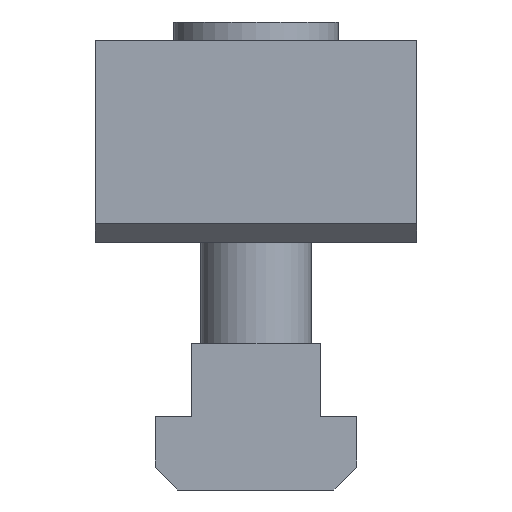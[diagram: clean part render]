
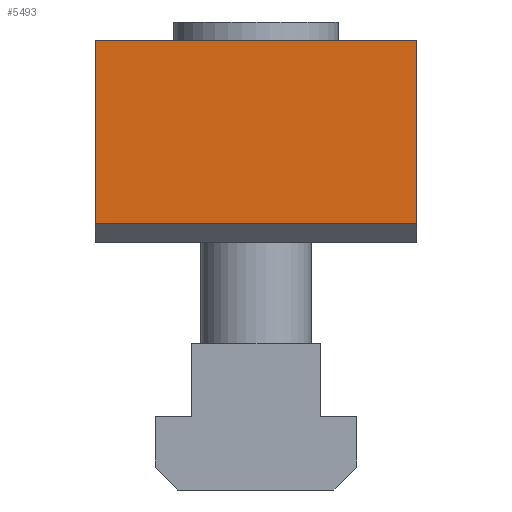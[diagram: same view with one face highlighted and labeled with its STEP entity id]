
A CAD part, left-side view. The second image highlights one B-rep face of the part: STEP entity #5493.
In plain terms, the highlighted planar face has unit normal (-1, 0, 0).
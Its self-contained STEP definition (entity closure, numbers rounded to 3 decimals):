
#77 = CARTESIAN_POINT ( 'NONE',  ( -40., -17.5, 22. ) ) ;
#541 = EDGE_LOOP ( 'NONE', ( #5485, #6508, #7696, #2199 ) ) ;
#612 = VERTEX_POINT ( 'NONE', #5392 ) ;
#641 = CARTESIAN_POINT ( 'NONE',  ( -40., 5.833, 22. ) ) ;
#823 = CARTESIAN_POINT ( 'NONE',  ( -40., -17.5, 2. ) ) ;
#864 = VERTEX_POINT ( 'NONE', #1099 ) ;
#1042 = AXIS2_PLACEMENT_3D ( 'NONE', #823, #2066, #4515 ) ;
#1099 = CARTESIAN_POINT ( 'NONE',  ( -40., -17.5, 22. ) ) ;
#1224 = EDGE_CURVE ( 'NONE', #612, #4303, #4563, .T. ) ;
#1314 = CARTESIAN_POINT ( 'NONE',  ( -40., 17.5, 8.667 ) ) ;
#1548 = CARTESIAN_POINT ( 'NONE',  ( -40., -17.5, 8.667 ) ) ;
#1670 = CARTESIAN_POINT ( 'NONE',  ( -40., -17.5, 2. ) ) ;
#2066 = DIRECTION ( 'NONE',  ( -1., 0., 0. ) ) ;
#2199 = ORIENTED_EDGE ( 'NONE', *, *, #2839, .T. ) ;
#2480 = CARTESIAN_POINT ( 'NONE',  ( -40., 17.5, 2. ) ) ;
#2639 = CARTESIAN_POINT ( 'NONE',  ( -40., -5.833, 22. ) ) ;
#2662 = FACE_OUTER_BOUND ( 'NONE', #541, .T. ) ;
#2753 = CARTESIAN_POINT ( 'NONE',  ( -40., -17.5, 15.333 ) ) ;
#2839 = EDGE_CURVE ( 'NONE', #4303, #4893, #3391, .T. ) ;
#3125 = EDGE_CURVE ( 'NONE', #864, #4893, #7665, .T. ) ;
#3391 = B_SPLINE_CURVE_WITH_KNOTS ( 'NONE', 3,
 ( #5407, #5963, #6046, #7793 ),
 .UNSPECIFIED., .F., .F.,
 ( 4, 4 ),
 ( 0., 1. ),
 .UNSPECIFIED. ) ;
#3606 = CARTESIAN_POINT ( 'NONE',  ( -40., 17.5, 2. ) ) ;
#3836 = CARTESIAN_POINT ( 'NONE',  ( -40., 17.5, 15.333 ) ) ;
#4303 = VERTEX_POINT ( 'NONE', #3606 ) ;
#4394 = PLANE ( 'NONE',  #1042 ) ;
#4515 = DIRECTION ( 'NONE',  ( 0., 0., 1. ) ) ;
#4563 = B_SPLINE_CURVE_WITH_KNOTS ( 'NONE', 3,
 ( #5599, #3836, #1314, #2480 ),
 .UNSPECIFIED., .F., .F.,
 ( 4, 4 ),
 ( 0., 1. ),
 .UNSPECIFIED. ) ;
#4893 = VERTEX_POINT ( 'NONE', #7619 ) ;
#5159 = CARTESIAN_POINT ( 'NONE',  ( -40., -17.5, 22. ) ) ;
#5392 = CARTESIAN_POINT ( 'NONE',  ( -40., 17.5, 22. ) ) ;
#5407 = CARTESIAN_POINT ( 'NONE',  ( -40., 17.5, 2. ) ) ;
#5485 = ORIENTED_EDGE ( 'NONE', *, *, #3125, .F. ) ;
#5493 = ADVANCED_FACE ( 'NONE', ( #2662 ), #4394, .T. ) ;
#5599 = CARTESIAN_POINT ( 'NONE',  ( -40., 17.5, 22. ) ) ;
#5963 = CARTESIAN_POINT ( 'NONE',  ( -40., 5.833, 2. ) ) ;
#6046 = CARTESIAN_POINT ( 'NONE',  ( -40., -5.833, 2. ) ) ;
#6142 = B_SPLINE_CURVE_WITH_KNOTS ( 'NONE', 3,
 ( #77, #2639, #641, #7517 ),
 .UNSPECIFIED., .F., .F.,
 ( 4, 4 ),
 ( 0., 1. ),
 .UNSPECIFIED. ) ;
#6508 = ORIENTED_EDGE ( 'NONE', *, *, #7838, .T. ) ;
#7517 = CARTESIAN_POINT ( 'NONE',  ( -40., 17.5, 22. ) ) ;
#7619 = CARTESIAN_POINT ( 'NONE',  ( -40., -17.5, 2. ) ) ;
#7665 = B_SPLINE_CURVE_WITH_KNOTS ( 'NONE', 3,
 ( #5159, #2753, #1548, #1670 ),
 .UNSPECIFIED., .F., .F.,
 ( 4, 4 ),
 ( 0., 1. ),
 .UNSPECIFIED. ) ;
#7696 = ORIENTED_EDGE ( 'NONE', *, *, #1224, .T. ) ;
#7793 = CARTESIAN_POINT ( 'NONE',  ( -40., -17.5, 2. ) ) ;
#7838 = EDGE_CURVE ( 'NONE', #864, #612, #6142, .T. ) ;
